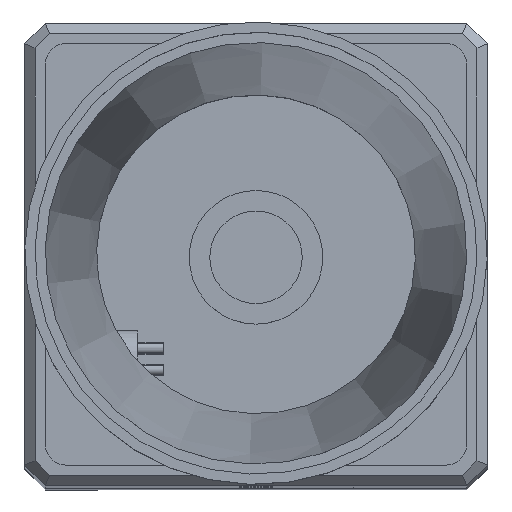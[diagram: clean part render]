
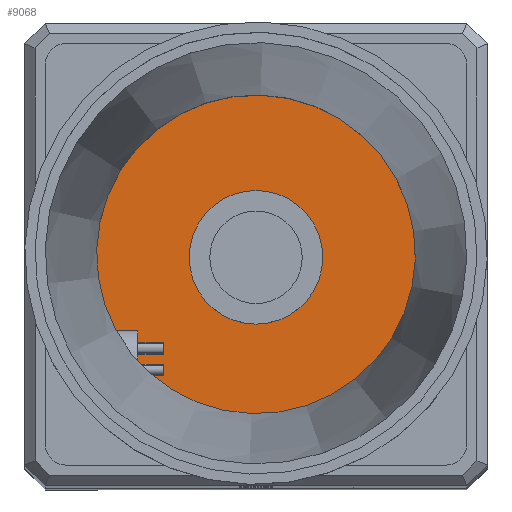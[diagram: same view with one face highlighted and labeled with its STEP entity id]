
A CAD part, top view. The second image highlights one B-rep face of the part: STEP entity #9068.
In plain terms, the highlighted face is planar.
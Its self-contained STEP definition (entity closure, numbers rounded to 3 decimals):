
#392=FACE_BOUND('',#1672,.T.);
#612=PLANE('',#10128);
#1038=FACE_OUTER_BOUND('',#1671,.T.);
#1671=EDGE_LOOP('',(#8140,#8141,#8142,#8143,#8144,#8145,#8146,#8147));
#1672=EDGE_LOOP('',(#8148));
#2368=LINE('',#15433,#3085);
#2371=LINE('',#15444,#3088);
#2376=LINE('',#15457,#3093);
#2378=LINE('',#15465,#3095);
#3085=VECTOR('',#12625,10.);
#3088=VECTOR('',#12636,10.);
#3093=VECTOR('',#12649,10.);
#3095=VECTOR('',#12659,10.);
#3679=CIRCLE('',#10108,6.5);
#3682=CIRCLE('',#10113,2.);
#3684=CIRCLE('',#10117,2.);
#3686=CIRCLE('',#10121,2.);
#3688=CIRCLE('',#10125,2.);
#4513=VERTEX_POINT('',#15411);
#4516=VERTEX_POINT('',#15420);
#4517=VERTEX_POINT('',#15421);
#4521=VERTEX_POINT('',#15431);
#4522=VERTEX_POINT('',#15435);
#4523=VERTEX_POINT('',#15436);
#4526=VERTEX_POINT('',#15447);
#4529=VERTEX_POINT('',#15455);
#4530=VERTEX_POINT('',#15459);
#5744=EDGE_CURVE('',#4513,#4513,#3679,.T.);
#5747=EDGE_CURVE('',#4516,#4517,#3682,.T.);
#5753=EDGE_CURVE('',#4521,#4517,#2368,.T.);
#5754=EDGE_CURVE('',#4522,#4523,#3684,.T.);
#5758=EDGE_CURVE('',#4516,#4523,#2371,.T.);
#5760=EDGE_CURVE('',#4521,#4526,#3686,.T.);
#5765=EDGE_CURVE('',#4529,#4526,#2376,.T.);
#5766=EDGE_CURVE('',#4529,#4530,#3688,.T.);
#5769=EDGE_CURVE('',#4522,#4530,#2378,.T.);
#8140=ORIENTED_EDGE('',*,*,#5747,.T.);
#8141=ORIENTED_EDGE('',*,*,#5753,.F.);
#8142=ORIENTED_EDGE('',*,*,#5760,.T.);
#8143=ORIENTED_EDGE('',*,*,#5765,.F.);
#8144=ORIENTED_EDGE('',*,*,#5766,.T.);
#8145=ORIENTED_EDGE('',*,*,#5769,.F.);
#8146=ORIENTED_EDGE('',*,*,#5754,.T.);
#8147=ORIENTED_EDGE('',*,*,#5758,.F.);
#8148=ORIENTED_EDGE('',*,*,#5744,.F.);
#9068=ADVANCED_FACE('',(#1038,#392),#612,.T.);
#10108=AXIS2_PLACEMENT_3D('',#15413,#12605,#12606);
#10113=AXIS2_PLACEMENT_3D('',#15422,#12615,#12616);
#10117=AXIS2_PLACEMENT_3D('',#15437,#12628,#12629);
#10121=AXIS2_PLACEMENT_3D('',#15448,#12640,#12641);
#10125=AXIS2_PLACEMENT_3D('',#15460,#12652,#12653);
#10128=AXIS2_PLACEMENT_3D('',#15467,#12661,#12662);
#12605=DIRECTION('center_axis',(1.,0.,0.));
#12606=DIRECTION('ref_axis',(0.,0.,1.));
#12615=DIRECTION('center_axis',(1.,0.,0.));
#12616=DIRECTION('ref_axis',(0.,-0.707,0.707));
#12625=DIRECTION('',(0.,0.,1.));
#12628=DIRECTION('center_axis',(1.,0.,0.));
#12629=DIRECTION('ref_axis',(0.,0.707,0.707));
#12636=DIRECTION('',(0.,1.,0.));
#12640=DIRECTION('center_axis',(1.,0.,0.));
#12641=DIRECTION('ref_axis',(0.,-0.707,-0.707));
#12649=DIRECTION('',(0.,-1.,0.));
#12652=DIRECTION('center_axis',(1.,0.,0.));
#12653=DIRECTION('ref_axis',(0.,0.707,-0.707));
#12659=DIRECTION('',(0.,0.,-1.));
#12661=DIRECTION('center_axis',(1.,0.,0.));
#12662=DIRECTION('ref_axis',(0.,0.,-1.));
#15411=CARTESIAN_POINT('',(32.,0.,-6.5));
#15413=CARTESIAN_POINT('Origin',(32.,0.,0.));
#15420=CARTESIAN_POINT('',(32.,-16.75,18.75));
#15421=CARTESIAN_POINT('',(32.,-18.75,16.75));
#15422=CARTESIAN_POINT('Origin',(32.,-16.75,16.75));
#15431=CARTESIAN_POINT('',(32.,-18.75,-16.75));
#15433=CARTESIAN_POINT('',(32.,-18.75,-18.75));
#15435=CARTESIAN_POINT('',(32.,18.75,16.75));
#15436=CARTESIAN_POINT('',(32.,16.75,18.75));
#15437=CARTESIAN_POINT('Origin',(32.,16.75,16.75));
#15444=CARTESIAN_POINT('',(32.,-18.75,18.75));
#15447=CARTESIAN_POINT('',(32.,-16.75,-18.75));
#15448=CARTESIAN_POINT('Origin',(32.,-16.75,-16.75));
#15455=CARTESIAN_POINT('',(32.,16.75,-18.75));
#15457=CARTESIAN_POINT('',(32.,18.75,-18.75));
#15459=CARTESIAN_POINT('',(32.,18.75,-16.75));
#15460=CARTESIAN_POINT('Origin',(32.,16.75,-16.75));
#15465=CARTESIAN_POINT('',(32.,18.75,18.75));
#15467=CARTESIAN_POINT('Origin',(32.,0.,0.));
